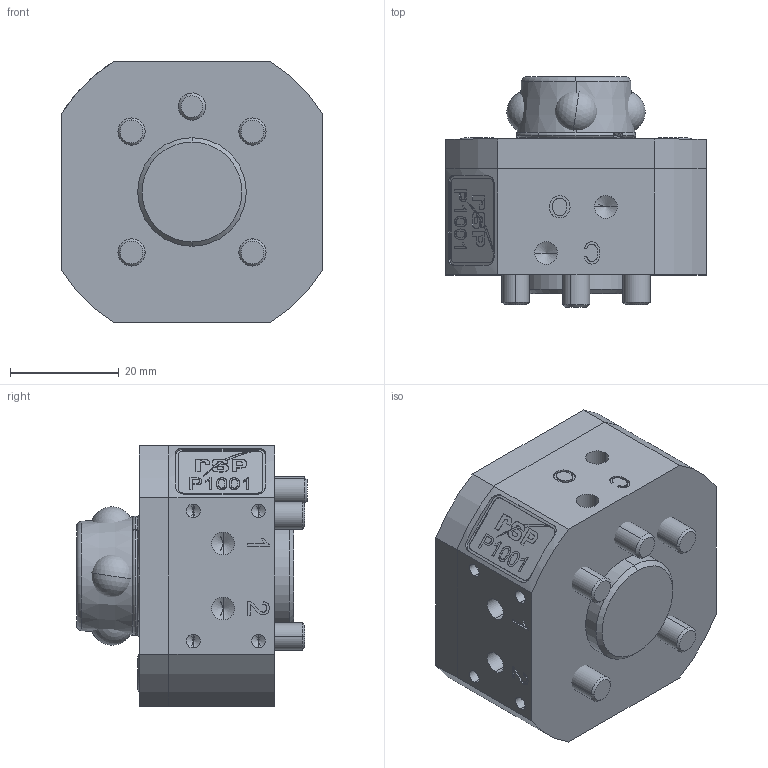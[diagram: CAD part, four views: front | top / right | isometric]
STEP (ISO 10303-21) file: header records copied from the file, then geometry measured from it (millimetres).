
FILE_DESCRIPTION (( 'STEP AP203' ), '1' );
FILE_NAME ('P1001.STEP', '2018-11-28T14:35:02', ( '' ), ( '' ), 'SwSTEP 2.0', 'SolidWorks 2017', '' );
FILE_SCHEMA (( 'CONFIG_CONTROL_DESIGN' ));
Length unit declared in the file: millimetre
Products named in the file (1): P1001
Bounding box: 48 x 42.5 x 48 mm (x, y, z)
Volume: 55629.8 mm3; surface area: 23985.4 mm2
Topology: 21 solids, 22 shells, 616 faces, 1550 edges, 972 vertices
Faces by surface type: plane 207, cylinder 148, bspline 126, cone 81, torus 46, sphere 8
Entity records: 24769 total; most frequent: CARTESIAN_POINT 10739, ORIENTED_EDGE 2972, DIRECTION 2652, EDGE_CURVE 1486, VERTEX_POINT 960, AXIS2_PLACEMENT_3D 953, VECTOR 746, LINE 746
